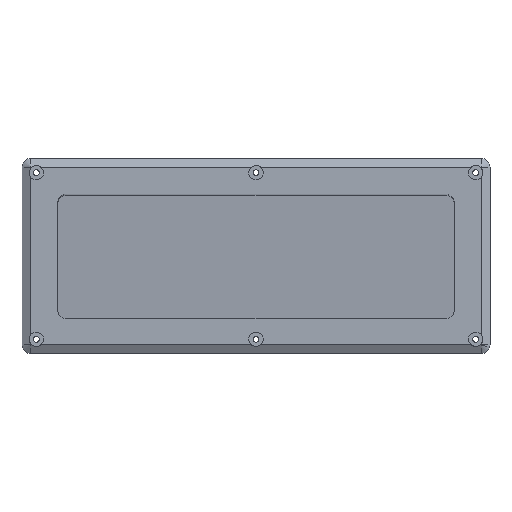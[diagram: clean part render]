
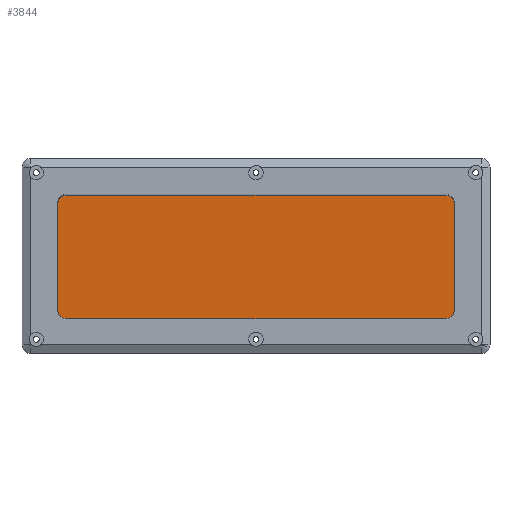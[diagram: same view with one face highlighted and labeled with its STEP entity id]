
A CAD part, top view. The second image highlights one B-rep face of the part: STEP entity #3844.
In plain terms, the highlighted planar face has unit normal (0, -0.087, 0.996).
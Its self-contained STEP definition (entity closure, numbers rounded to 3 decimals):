
#51=CIRCLE('',#4020,5.);
#68=CIRCLE('',#4101,5.);
#69=CIRCLE('',#4102,5.);
#70=CIRCLE('',#4103,5.);
#296=FACE_OUTER_BOUND('',#512,.T.);
#512=EDGE_LOOP('',(#2738,#2739,#2740,#2741,#2742,#2743,#2744,#2745));
#706=LINE('',#5582,#1128);
#840=LINE('',#5911,#1262);
#841=LINE('',#5915,#1263);
#842=LINE('',#5918,#1264);
#1128=VECTOR('',#4399,10.);
#1262=VECTOR('',#4699,10.);
#1263=VECTOR('',#4702,10.);
#1264=VECTOR('',#4705,10.);
#1556=VERTEX_POINT('',#5575);
#1558=VERTEX_POINT('',#5580);
#1560=VERTEX_POINT('',#5585);
#1669=VERTEX_POINT('',#5909);
#1670=VERTEX_POINT('',#5910);
#1671=VERTEX_POINT('',#5912);
#1672=VERTEX_POINT('',#5914);
#1673=VERTEX_POINT('',#5916);
#1937=EDGE_CURVE('',#1556,#1558,#706,.T.);
#1940=EDGE_CURVE('',#1560,#1556,#51,.T.);
#2097=EDGE_CURVE('',#1669,#1670,#840,.T.);
#2098=EDGE_CURVE('',#1670,#1671,#68,.T.);
#2099=EDGE_CURVE('',#1671,#1672,#841,.T.);
#2100=EDGE_CURVE('',#1672,#1673,#69,.T.);
#2101=EDGE_CURVE('',#1673,#1560,#842,.T.);
#2102=EDGE_CURVE('',#1558,#1669,#70,.T.);
#2738=ORIENTED_EDGE('',*,*,#2097,.T.);
#2739=ORIENTED_EDGE('',*,*,#2098,.T.);
#2740=ORIENTED_EDGE('',*,*,#2099,.T.);
#2741=ORIENTED_EDGE('',*,*,#2100,.T.);
#2742=ORIENTED_EDGE('',*,*,#2101,.T.);
#2743=ORIENTED_EDGE('',*,*,#1940,.T.);
#2744=ORIENTED_EDGE('',*,*,#1937,.T.);
#2745=ORIENTED_EDGE('',*,*,#2102,.T.);
#3694=PLANE('',#4100);
#3844=ADVANCED_FACE('',(#296),#3694,.T.);
#4020=AXIS2_PLACEMENT_3D('',#5588,#4405,#4406);
#4100=AXIS2_PLACEMENT_3D('',#5908,#4697,#4698);
#4101=AXIS2_PLACEMENT_3D('',#5913,#4700,#4701);
#4102=AXIS2_PLACEMENT_3D('',#5917,#4703,#4704);
#4103=AXIS2_PLACEMENT_3D('',#5919,#4706,#4707);
#4399=DIRECTION('',(0.,0.996,0.087));
#4405=DIRECTION('center_axis',(0.,-0.087,
0.996));
#4406=DIRECTION('ref_axis',(0.,-0.996,-0.087));
#4697=DIRECTION('center_axis',(0.,-0.087,
0.996));
#4698=DIRECTION('ref_axis',(1.,0.,0.));
#4699=DIRECTION('',(-1.,0.,0.));
#4700=DIRECTION('center_axis',(0.,-0.087,
0.996));
#4701=DIRECTION('ref_axis',(0.,0.996,0.087));
#4702=DIRECTION('',(0.,-0.996,-0.087));
#4703=DIRECTION('center_axis',(0.,-0.087,
0.996));
#4704=DIRECTION('ref_axis',(-1.,0.,0.));
#4705=DIRECTION('',(1.,0.,0.));
#4706=DIRECTION('center_axis',(0.,-0.087,
0.996));
#4707=DIRECTION('ref_axis',(1.,0.,0.));
#5575=CARTESIAN_POINT('',(6.,-1.478,20.948));
#5580=CARTESIAN_POINT('',(6.,57.447,26.104));
#5582=CARTESIAN_POINT('',(6.,-1.478,20.948));
#5585=CARTESIAN_POINT('',(1.,-6.459,20.513));
#5588=CARTESIAN_POINT('Origin',(1.,-1.478,20.948));
#5908=CARTESIAN_POINT('Origin',(-104.775,27.984,23.526));
#5909=CARTESIAN_POINT('',(1.,62.428,26.539));
#5910=CARTESIAN_POINT('',(-210.55,62.428,26.539));
#5911=CARTESIAN_POINT('',(1.,62.428,26.539));
#5912=CARTESIAN_POINT('',(-215.55,57.447,26.104));
#5913=CARTESIAN_POINT('Origin',(-210.55,57.447,26.104));
#5914=CARTESIAN_POINT('',(-215.55,-1.478,20.948));
#5915=CARTESIAN_POINT('',(-215.55,57.447,26.104));
#5916=CARTESIAN_POINT('',(-210.55,-6.459,20.513));
#5917=CARTESIAN_POINT('Origin',(-210.55,-1.478,20.948));
#5918=CARTESIAN_POINT('',(-210.55,-6.459,20.513));
#5919=CARTESIAN_POINT('Origin',(1.,57.447,26.104));
